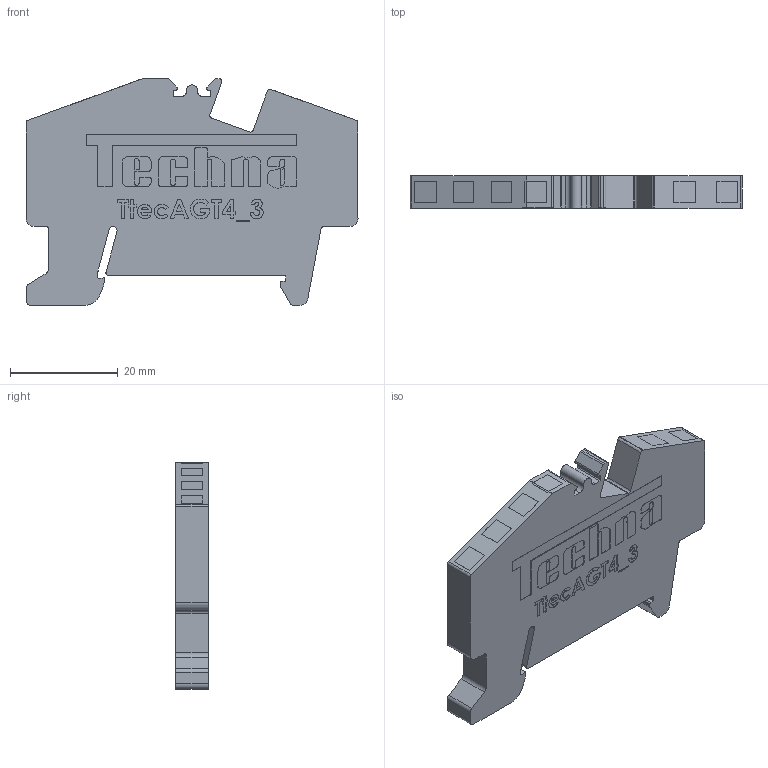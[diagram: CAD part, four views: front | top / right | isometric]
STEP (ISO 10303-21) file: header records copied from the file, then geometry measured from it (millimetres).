
FILE_DESCRIPTION (( 'STEP AP214' ), '1' );
FILE_NAME ('TtecAGT4_3.STEP', '2020-06-09T13:22:20', ( '' ), ( '' ), 'SwSTEP 2.0', 'SolidWorks 2020', '' );
FILE_SCHEMA (( 'AUTOMOTIVE_DESIGN' ));
Length unit declared in the file: millimetre
Products named in the file (1): TtecAGT4_3
Bounding box: 61.5 x 6 x 42 mm (x, y, z)
Volume: 11701.6 mm3; surface area: 5498.2 mm2
Topology: 1 solids, 1 shells, 624 faces, 1725 edges, 1150 vertices
Faces by surface type: plane 377, cylinder 167, bspline 80
Entity records: 29691 total; most frequent: CARTESIAN_POINT 8348, ORIENTED_EDGE 3450, DIRECTION 2989, EDGE_CURVE 1725, LINE 1231, VECTOR 1231, VERTEX_POINT 1150, AXIS2_PLACEMENT_3D 879
